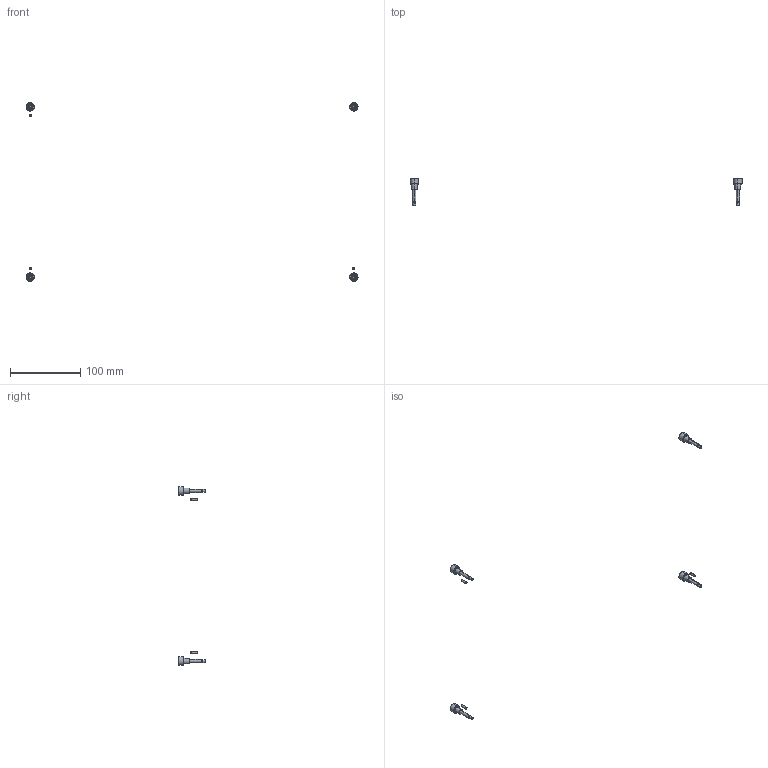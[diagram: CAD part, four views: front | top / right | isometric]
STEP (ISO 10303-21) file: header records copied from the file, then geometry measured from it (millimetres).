
FILE_DESCRIPTION (( 'STEP AP214' ), '1' );
FILE_NAME ('48266~1.STEP', '2019-02-04T14:57:18', ( '' ), ( '' ), 'SwSTEP 2.0', 'SolidWorks 2018', '' );
FILE_SCHEMA (( 'AUTOMOTIVE_DESIGN' ));
Length unit declared in the file: millimetre
Products named in the file (3): 46871~0_S; DIN6325~n_03,0m6x010; 48266~1
Assembly tree (7 placements, depth 2):
  48266~1
    46871~0_S  x4
    DIN6325~n_03,0m6x010  x3
Bounding box: 472 x 39 x 254 mm (x, y, z)
Volume: 7012 mm3; surface area: 4494.3 mm2
Topology: 7 solids, 7 shells, 127 faces, 246 edges, 148 vertices
Faces by surface type: cone 38, cylinder 38, plane 23, torus 16, sphere 12
Entity records: 1052 total; most frequent: DIRECTION 200, CARTESIAN_POINT 150, ORIENTED_EDGE 132, AXIS2_PLACEMENT_3D 90, EDGE_CURVE 66, CIRCLE 46, VERTEX_POINT 40, EDGE_LOOP 38
